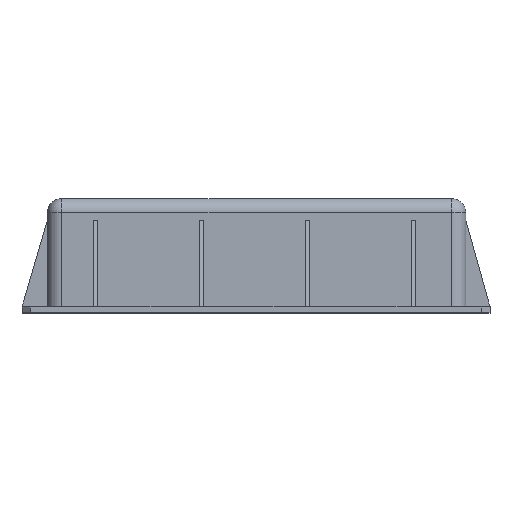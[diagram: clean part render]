
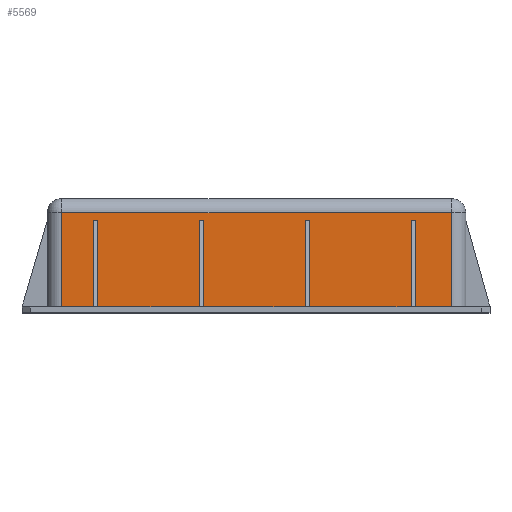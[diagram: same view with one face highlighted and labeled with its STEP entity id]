
A CAD part, top view. The second image highlights one B-rep face of the part: STEP entity #5569.
In plain terms, the highlighted planar face has unit normal (0, 0, 1).
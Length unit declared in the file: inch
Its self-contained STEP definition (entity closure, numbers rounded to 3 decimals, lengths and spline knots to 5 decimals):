
#137=PLANE('',#6006);
#586=FACE_OUTER_BOUND('',#913,.T.);
#913=EDGE_LOOP('',(#4587,#4588,#4589,#4590,#4591,#4592,#4593,#4594,#4595,
#4596,#4597,#4598,#4599,#4600,#4601,#4602,#4603,#4604,#4605,#4606));
#1519=LINE('',#12865,#2023);
#1537=LINE('',#12922,#2041);
#1538=LINE('',#12928,#2042);
#1540=LINE('',#12934,#2044);
#1541=LINE('',#12936,#2045);
#1542=LINE('',#12938,#2046);
#1543=LINE('',#12940,#2047);
#1544=LINE('',#12942,#2048);
#1545=LINE('',#12944,#2049);
#1546=LINE('',#12946,#2050);
#1547=LINE('',#12948,#2051);
#1548=LINE('',#12950,#2052);
#1549=LINE('',#12952,#2053);
#1550=LINE('',#12954,#2054);
#1551=LINE('',#12956,#2055);
#1552=LINE('',#12958,#2056);
#1553=LINE('',#12960,#2057);
#1554=LINE('',#12962,#2058);
#1555=LINE('',#12963,#2059);
#1556=LINE('',#12964,#2060);
#2023=VECTOR('',#7051,0.3937);
#2041=VECTOR('',#7111,0.3937);
#2042=VECTOR('',#7120,0.3937);
#2044=VECTOR('',#7126,0.3937);
#2045=VECTOR('',#7127,0.3937);
#2046=VECTOR('',#7128,0.3937);
#2047=VECTOR('',#7129,0.3937);
#2048=VECTOR('',#7130,0.3937);
#2049=VECTOR('',#7131,0.3937);
#2050=VECTOR('',#7132,0.3937);
#2051=VECTOR('',#7133,0.3937);
#2052=VECTOR('',#7134,0.3937);
#2053=VECTOR('',#7135,0.3937);
#2054=VECTOR('',#7136,0.3937);
#2055=VECTOR('',#7137,0.3937);
#2056=VECTOR('',#7138,0.3937);
#2057=VECTOR('',#7139,0.3937);
#2058=VECTOR('',#7140,0.3937);
#2059=VECTOR('',#7141,0.3937);
#2060=VECTOR('',#7142,0.3937);
#2596=VERTEX_POINT('',#12862);
#2597=VERTEX_POINT('',#12864);
#2614=VERTEX_POINT('',#12919);
#2615=VERTEX_POINT('',#12921);
#2616=VERTEX_POINT('',#12927);
#2618=VERTEX_POINT('',#12933);
#2619=VERTEX_POINT('',#12935);
#2620=VERTEX_POINT('',#12937);
#2621=VERTEX_POINT('',#12939);
#2622=VERTEX_POINT('',#12941);
#2623=VERTEX_POINT('',#12943);
#2624=VERTEX_POINT('',#12945);
#2625=VERTEX_POINT('',#12947);
#2626=VERTEX_POINT('',#12949);
#2627=VERTEX_POINT('',#12951);
#2628=VERTEX_POINT('',#12953);
#2629=VERTEX_POINT('',#12955);
#2630=VERTEX_POINT('',#12957);
#2631=VERTEX_POINT('',#12959);
#2632=VERTEX_POINT('',#12961);
#3297=EDGE_CURVE('',#2596,#2597,#1519,.T.);
#3326=EDGE_CURVE('',#2614,#2615,#1537,.T.);
#3329=EDGE_CURVE('',#2615,#2616,#1538,.T.);
#3332=EDGE_CURVE('',#2618,#2614,#1540,.T.);
#3333=EDGE_CURVE('',#2618,#2619,#1541,.T.);
#3334=EDGE_CURVE('',#2619,#2620,#1542,.T.);
#3335=EDGE_CURVE('',#2620,#2621,#1543,.T.);
#3336=EDGE_CURVE('',#2622,#2621,#1544,.T.);
#3337=EDGE_CURVE('',#2622,#2623,#1545,.T.);
#3338=EDGE_CURVE('',#2623,#2624,#1546,.T.);
#3339=EDGE_CURVE('',#2624,#2625,#1547,.T.);
#3340=EDGE_CURVE('',#2626,#2625,#1548,.T.);
#3341=EDGE_CURVE('',#2626,#2627,#1549,.T.);
#3342=EDGE_CURVE('',#2627,#2628,#1550,.T.);
#3343=EDGE_CURVE('',#2628,#2629,#1551,.T.);
#3344=EDGE_CURVE('',#2630,#2629,#1552,.T.);
#3345=EDGE_CURVE('',#2630,#2631,#1553,.T.);
#3346=EDGE_CURVE('',#2631,#2632,#1554,.T.);
#3347=EDGE_CURVE('',#2632,#2597,#1555,.T.);
#3348=EDGE_CURVE('',#2616,#2596,#1556,.T.);
#4587=ORIENTED_EDGE('',*,*,#3326,.F.);
#4588=ORIENTED_EDGE('',*,*,#3332,.F.);
#4589=ORIENTED_EDGE('',*,*,#3333,.T.);
#4590=ORIENTED_EDGE('',*,*,#3334,.T.);
#4591=ORIENTED_EDGE('',*,*,#3335,.T.);
#4592=ORIENTED_EDGE('',*,*,#3336,.F.);
#4593=ORIENTED_EDGE('',*,*,#3337,.T.);
#4594=ORIENTED_EDGE('',*,*,#3338,.T.);
#4595=ORIENTED_EDGE('',*,*,#3339,.T.);
#4596=ORIENTED_EDGE('',*,*,#3340,.F.);
#4597=ORIENTED_EDGE('',*,*,#3341,.T.);
#4598=ORIENTED_EDGE('',*,*,#3342,.T.);
#4599=ORIENTED_EDGE('',*,*,#3343,.T.);
#4600=ORIENTED_EDGE('',*,*,#3344,.F.);
#4601=ORIENTED_EDGE('',*,*,#3345,.T.);
#4602=ORIENTED_EDGE('',*,*,#3346,.T.);
#4603=ORIENTED_EDGE('',*,*,#3347,.T.);
#4604=ORIENTED_EDGE('',*,*,#3297,.F.);
#4605=ORIENTED_EDGE('',*,*,#3348,.F.);
#4606=ORIENTED_EDGE('',*,*,#3329,.F.);
#5569=ADVANCED_FACE('',(#586),#137,.T.);
#6006=AXIS2_PLACEMENT_3D('',#12932,#7124,#7125);
#7051=DIRECTION('',(-1.,0.,0.));
#7111=DIRECTION('',(0.,1.,0.));
#7120=DIRECTION('',(1.,0.,0.));
#7124=DIRECTION('center_axis',(0.,0.,1.));
#7125=DIRECTION('ref_axis',(1.,0.,0.));
#7126=DIRECTION('',(-1.,0.,0.));
#7127=DIRECTION('',(0.,1.,0.));
#7128=DIRECTION('',(1.,0.,0.));
#7129=DIRECTION('',(0.,-1.,0.));
#7130=DIRECTION('',(-1.,0.,0.));
#7131=DIRECTION('',(0.,1.,0.));
#7132=DIRECTION('',(1.,0.,0.));
#7133=DIRECTION('',(0.,-1.,0.));
#7134=DIRECTION('',(-1.,0.,0.));
#7135=DIRECTION('',(0.,1.,0.));
#7136=DIRECTION('',(1.,0.,0.));
#7137=DIRECTION('',(0.,-1.,0.));
#7138=DIRECTION('',(-1.,0.,0.));
#7139=DIRECTION('',(0.,1.,0.));
#7140=DIRECTION('',(1.,0.,0.));
#7141=DIRECTION('',(0.,-1.,0.));
#7142=DIRECTION('',(0.,-1.,0.));
#12862=CARTESIAN_POINT('',(8.99928,0.1,7.87674));
#12864=CARTESIAN_POINT('',(8.36828,0.1,7.87674));
#12865=CARTESIAN_POINT('',(1.97528,0.1,7.87674));
#12919=CARTESIAN_POINT('',(2.22528,0.1,7.87674));
#12921=CARTESIAN_POINT('',(2.22528,1.735,7.87674));
#12922=CARTESIAN_POINT('',(2.22528,0.,7.87674));
#12927=CARTESIAN_POINT('',(8.99928,1.735,7.87674));
#12928=CARTESIAN_POINT('',(3.79378,1.735,7.87674));
#12932=CARTESIAN_POINT('Origin',(1.97528,0.,7.87674));
#12933=CARTESIAN_POINT('',(2.77828,0.1,7.87674));
#12934=CARTESIAN_POINT('',(1.97528,0.1,7.87674));
#12935=CARTESIAN_POINT('',(2.77828,1.61,7.87674));
#12936=CARTESIAN_POINT('',(2.77828,0.4275,7.87674));
#12937=CARTESIAN_POINT('',(2.84828,1.61,7.87674));
#12938=CARTESIAN_POINT('',(2.41178,1.61,7.87674));
#12939=CARTESIAN_POINT('',(2.84828,0.1,7.87674));
#12940=CARTESIAN_POINT('',(2.84828,0.4275,7.87674));
#12941=CARTESIAN_POINT('',(4.61828,0.1,7.87674));
#12942=CARTESIAN_POINT('',(1.97528,0.1,7.87674));
#12943=CARTESIAN_POINT('',(4.61828,1.61,7.87674));
#12944=CARTESIAN_POINT('',(4.61828,0.4275,7.87674));
#12945=CARTESIAN_POINT('',(4.68828,1.61,7.87674));
#12946=CARTESIAN_POINT('',(3.33178,1.61,7.87674));
#12947=CARTESIAN_POINT('',(4.68828,0.1,7.87674));
#12948=CARTESIAN_POINT('',(4.68828,0.4275,7.87674));
#12949=CARTESIAN_POINT('',(6.45828,0.1,7.87674));
#12950=CARTESIAN_POINT('',(1.97528,0.1,7.87674));
#12951=CARTESIAN_POINT('',(6.45828,1.61,7.87674));
#12952=CARTESIAN_POINT('',(6.45828,0.4275,7.87674));
#12953=CARTESIAN_POINT('',(6.52828,1.61,7.87674));
#12954=CARTESIAN_POINT('',(4.25178,1.61,7.87674));
#12955=CARTESIAN_POINT('',(6.52828,0.1,7.87674));
#12956=CARTESIAN_POINT('',(6.52828,0.4275,7.87674));
#12957=CARTESIAN_POINT('',(8.29828,0.1,7.87674));
#12958=CARTESIAN_POINT('',(1.97528,0.1,7.87674));
#12959=CARTESIAN_POINT('',(8.29828,1.61,7.87674));
#12960=CARTESIAN_POINT('',(8.29828,0.4275,7.87674));
#12961=CARTESIAN_POINT('',(8.36828,1.61,7.87674));
#12962=CARTESIAN_POINT('',(5.17178,1.61,7.87674));
#12963=CARTESIAN_POINT('',(8.36828,0.4275,7.87674));
#12964=CARTESIAN_POINT('',(8.99928,0.,7.87674));
